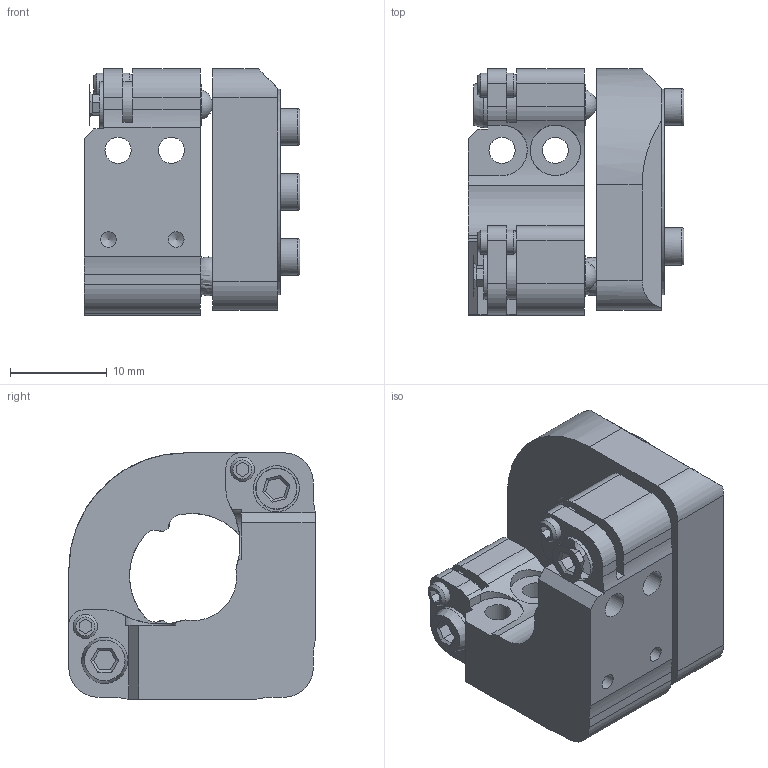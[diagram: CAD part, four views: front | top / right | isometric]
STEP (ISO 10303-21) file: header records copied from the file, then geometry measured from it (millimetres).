
FILE_DESCRIPTION(/* description */ (''),/* implementation_level */ '2;1');
FILE_NAME(/* name */ 'SD-127-03-VC-RS-M_Subst_.stp',/* time_stamp */ '2023-03-16T21:46:31+02:00',/* author */ ('vytau'),/* organization */ (''),/* preprocessor_version */ 'ST-DEVELOPER v18',/* originating_system */ 'Autodesk Inventor 2020',/* authorisation */ '');
FILE_SCHEMA (('CONFIG_CONTROL_DESIGN'));
Length unit declared in the file: inch
Products named in the file (1): SD-127-03-VC-RS-M_Substitute_4
Bounding box: 22.25 x 25.4 x 25.4 mm (x, y, z)
Volume: 6866.1 mm3; surface area: 4210 mm2
Topology: 1 solids, 1 shells, 252 faces, 707 edges, 471 vertices
Faces by surface type: plane 140, cylinder 90, cone 16, torus 3, sphere 3
Full cylindrical faces by diameter (mm): 1.6 x4, 2.5 x4, 2.7 x4, 3.8 x3, 4.762 x2, 5.2 x2, 12.9 x1, 21.2 x1
Entity records: 8610 total; most frequent: CARTESIAN_POINT 1564, DIRECTION 1452, ORIENTED_EDGE 1392, EDGE_CURVE 696, AXIS2_PLACEMENT_3D 530, VERTEX_POINT 471, LINE 392, VECTOR 392
